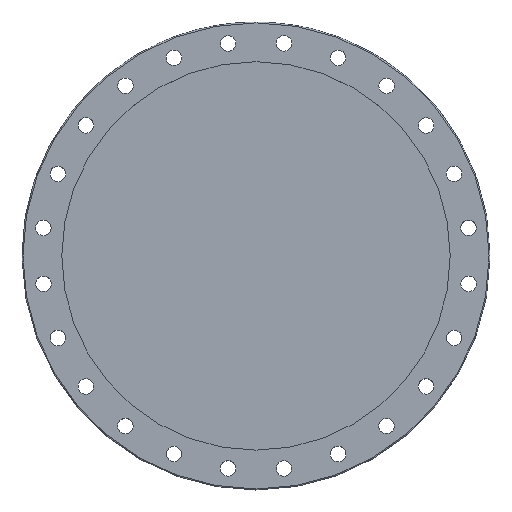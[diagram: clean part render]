
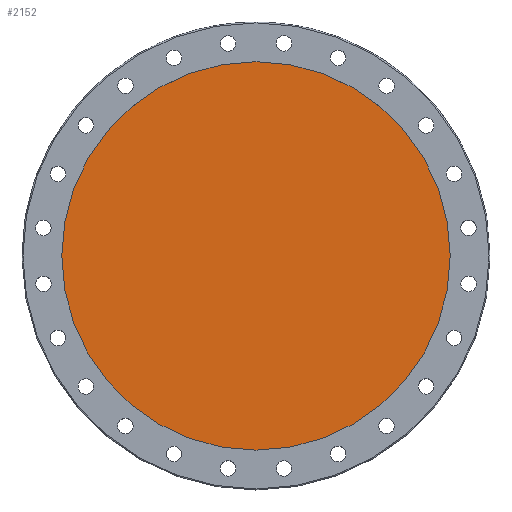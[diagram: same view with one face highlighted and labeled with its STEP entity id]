
A CAD part, top view. The second image highlights one B-rep face of the part: STEP entity #2152.
In plain terms, the highlighted face is planar.
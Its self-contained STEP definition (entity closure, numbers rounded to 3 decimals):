
#2112=CARTESIAN_POINT('',(110.55,0.,0.0));
#2113=VERTEX_POINT('',#2112);
#2114=CARTESIAN_POINT('',(0.0,0.0,0.0));
#2115=DIRECTION('',(0.0,0.0,1.0));
#2116=DIRECTION('',(-1.0,0.0,0.0));
#2117=AXIS2_PLACEMENT_3D('',#2114,#2115,#2116);
#2118=CIRCLE('',#2117,110.55);
#2119=EDGE_CURVE('',#2113,#2113,#2118,.T.);
#2144=CARTESIAN_POINT('',(0.0,0.0,0.0));
#2145=DIRECTION('',(0.0,0.0,-1.0));
#2146=DIRECTION('',(-1.0,0.0,0.0));
#2147=AXIS2_PLACEMENT_3D('',#2144,#2145,#2146);
#2148=PLANE('',#2147);
#2149=ORIENTED_EDGE('',*,*,#2119,.F.);
#2150=EDGE_LOOP('',(#2149));
#2151=FACE_OUTER_BOUND('',#2150,.T.);
#2152=ADVANCED_FACE('',(#2151),#2148,.T.);
